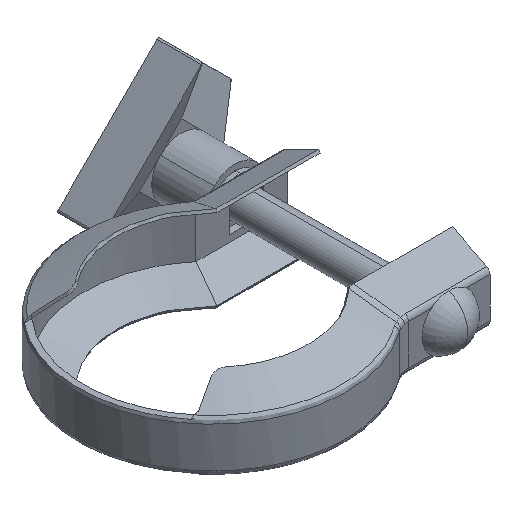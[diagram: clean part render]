
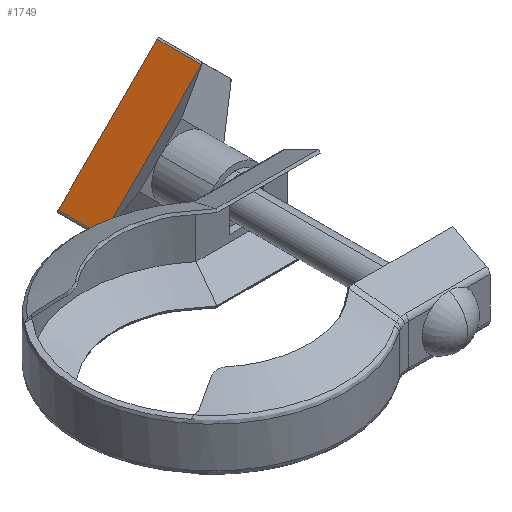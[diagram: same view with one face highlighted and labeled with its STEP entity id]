
A CAD part, isometric view. The second image highlights one B-rep face of the part: STEP entity #1749.
In plain terms, the highlighted planar face has unit normal (-0.707, 0, 0.707).
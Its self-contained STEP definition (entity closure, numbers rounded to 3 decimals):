
#208 = CARTESIAN_POINT ( 'NONE',  ( 14.609, 35.229, -17.195 ) ) ;
#577 = CARTESIAN_POINT ( 'NONE',  ( 31.368, 27.777, -0.437 ) ) ;
#601 = DIRECTION ( 'NONE',  ( 0.707, 0., -0.707 ) ) ;
#613 = ORIENTED_EDGE ( 'NONE', *, *, #4671, .T. ) ;
#647 = CARTESIAN_POINT ( 'NONE',  ( 31.155, 27.777, -0.649 ) ) ;
#864 = CARTESIAN_POINT ( 'NONE',  ( 31.368, 35.229, -0.437 ) ) ;
#1212 = VERTEX_POINT ( 'NONE', #647 ) ;
#1336 = CARTESIAN_POINT ( 'NONE',  ( 31.155, 35.229, -0.649 ) ) ;
#1735 = DIRECTION ( 'NONE',  ( -0.707, 0., -0.707 ) ) ;
#1749 = ADVANCED_FACE ( 'NONE', ( #4252 ), #3931, .F. ) ;
#2323 = EDGE_CURVE ( 'NONE', #7406, #9105, #5048, .T. ) ;
#2774 = VECTOR ( 'NONE', #1735, 1000. ) ;
#3178 = LINE ( 'NONE', #1336, #5476 ) ;
#3684 = VERTEX_POINT ( 'NONE', #10067 ) ;
#3931 = PLANE ( 'NONE',  #9447 ) ;
#4081 = ORIENTED_EDGE ( 'NONE', *, *, #6031, .T. ) ;
#4252 = FACE_OUTER_BOUND ( 'NONE', #10153, .T. ) ;
#4332 = ORIENTED_EDGE ( 'NONE', *, *, #2323, .T. ) ;
#4402 = VECTOR ( 'NONE', #6620, 1000. ) ;
#4465 = ORIENTED_EDGE ( 'NONE', *, *, #6055, .F. ) ;
#4671 = EDGE_CURVE ( 'NONE', #9105, #3684, #7968, .T. ) ;
#5048 = LINE ( 'NONE', #864, #2774 ) ;
#5476 = VECTOR ( 'NONE', #10808, 1000. ) ;
#5672 = VECTOR ( 'NONE', #11118, 1000. ) ;
#5774 = CARTESIAN_POINT ( 'NONE',  ( 31.368, 35.229, -0.437 ) ) ;
#5927 = CARTESIAN_POINT ( 'NONE',  ( 14.609, 27.777, -17.195 ) ) ;
#6031 = EDGE_CURVE ( 'NONE', #1212, #7406, #3178, .T. ) ;
#6055 = EDGE_CURVE ( 'NONE', #1212, #3684, #10989, .T. ) ;
#6408 = CARTESIAN_POINT ( 'NONE',  ( 31.155, 35.229, -0.649 ) ) ;
#6620 = DIRECTION ( 'NONE',  ( -0.707, 0., -0.707 ) ) ;
#6641 = DIRECTION ( 'NONE',  ( 0., -1., 0. ) ) ;
#7406 = VERTEX_POINT ( 'NONE', #6408 ) ;
#7968 = LINE ( 'NONE', #5927, #5672 ) ;
#9105 = VERTEX_POINT ( 'NONE', #208 ) ;
#9447 = AXIS2_PLACEMENT_3D ( 'NONE', #5774, #601, #6641 ) ;
#10067 = CARTESIAN_POINT ( 'NONE',  ( 14.609, 27.777, -17.195 ) ) ;
#10153 = EDGE_LOOP ( 'NONE', ( #4465, #4081, #4332, #613 ) ) ;
#10808 = DIRECTION ( 'NONE',  ( 0., 1., 0. ) ) ;
#10989 = LINE ( 'NONE', #577, #4402 ) ;
#11118 = DIRECTION ( 'NONE',  ( 0., -1., 0. ) ) ;
